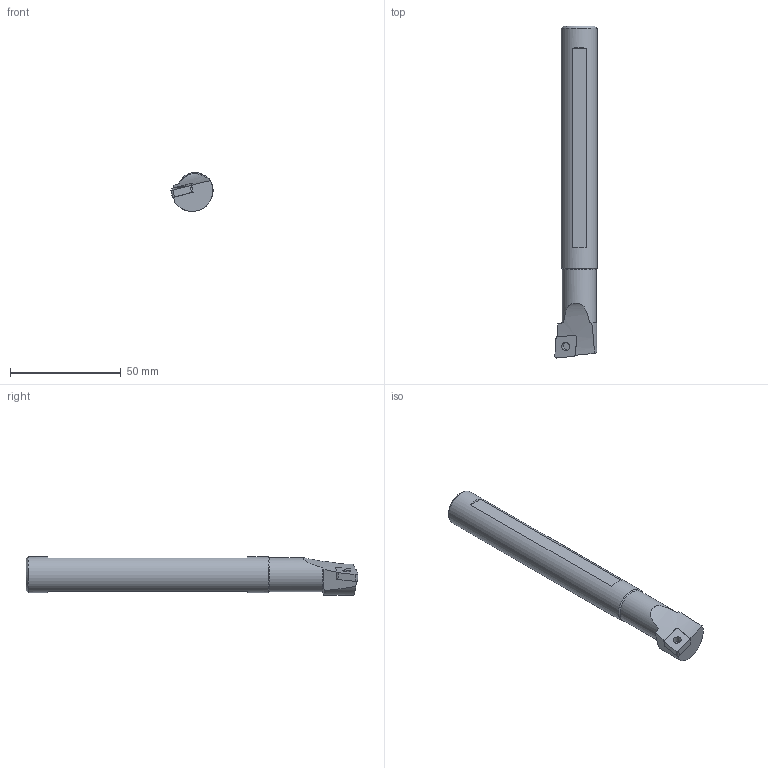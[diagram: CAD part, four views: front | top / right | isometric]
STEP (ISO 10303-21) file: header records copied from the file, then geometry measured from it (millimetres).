
FILE_DESCRIPTION(/* description */ (''),/* implementation_level */ '2;1');
FILE_NAME(/* name */ 'mode1l1.stp',/* time_stamp */ '2022-12-23T11:31:57+01:00',/* author */ (''),/* organization */ (''),/* preprocessor_version */ 'ST-DEVELOPER v16.7',/* originating_system */ 'SIEMENS PLM Software NX 12.0',/* authorisation */ '');
FILE_SCHEMA (('AUTOMOTIVE_DESIGN { 1 0 10303 214 3 1 1 1 }'));
Length unit declared in the file: millimetre
Products named in the file (1): kl6234C0514Ec8gy
Bounding box: 19.12 x 149.99 x 17.54 mm (x, y, z)
Volume: 29368.8 mm3; surface area: 8272.5 mm2
Topology: 2 solids, 2 shells, 37 faces, 88 edges, 57 vertices
Faces by surface type: plane 18, cylinder 12, cone 6, bspline 1
Full cylindrical faces by diameter (mm): 3 x1, 3.7 x1, 15.3 x1, 16.3 x1
Entity records: 1109 total; most frequent: CARTESIAN_POINT 255, DIRECTION 171, ORIENTED_EDGE 152, EDGE_CURVE 76, AXIS2_PLACEMENT_3D 67, VERTEX_POINT 55, EDGE_LOOP 50, LINE 37
